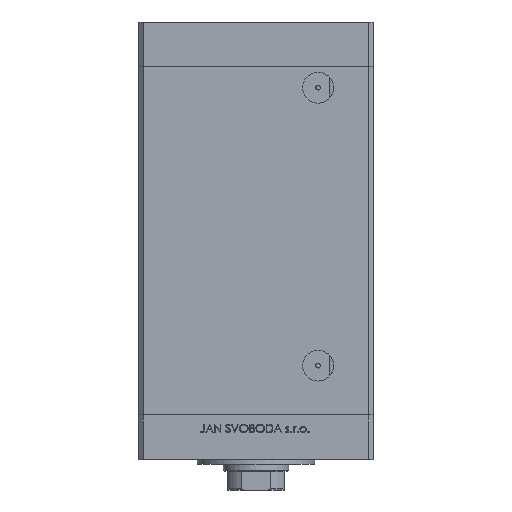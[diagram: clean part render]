
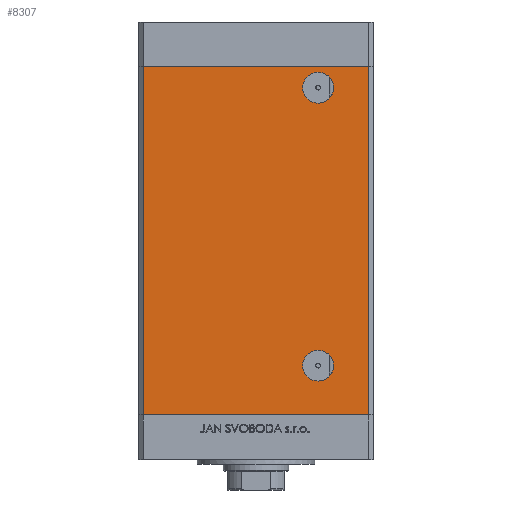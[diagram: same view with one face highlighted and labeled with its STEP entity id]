
A CAD part, front view. The second image highlights one B-rep face of the part: STEP entity #8307.
In plain terms, the highlighted planar face has unit normal (0, -1, 0).
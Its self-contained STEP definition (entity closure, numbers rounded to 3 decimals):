
#1 = CARTESIAN_POINT ( 'NONE',  ( 48., -43.5, 0. ) ) ;
#843 = VECTOR ( 'NONE', #46505, 1000. ) ;
#1250 = AXIS2_PLACEMENT_3D ( 'NONE', #13026, #25710, #1830 ) ;
#1830 = DIRECTION ( 'NONE',  ( 0., 0., -1. ) ) ;
#2162 = DIRECTION ( 'NONE',  ( 0., 0., -1. ) ) ;
#2411 = ORIENTED_EDGE ( 'NONE', *, *, #39382, .F. ) ;
#3000 = VERTEX_POINT ( 'NONE', #19228 ) ;
#3344 = VERTEX_POINT ( 'NONE', #7462 ) ;
#3823 = VECTOR ( 'NONE', #29115, 1000. ) ;
#4969 = CARTESIAN_POINT ( 'NONE',  ( 26.5, -43.5, 146.08 ) ) ;
#7455 = EDGE_LOOP ( 'NONE', ( #37013, #26604 ) ) ;
#7462 = CARTESIAN_POINT ( 'NONE',  ( 48., -43.5, 148.5 ) ) ;
#8307 = ADVANCED_FACE ( 'NONE', ( #29055, #18382, #49069 ), #48325, .F. ) ;
#8439 = CIRCLE ( 'NONE', #33572, 6.58 ) ;
#8847 = EDGE_CURVE ( 'NONE', #3344, #21723, #34038, .T. ) ;
#8862 = VERTEX_POINT ( 'NONE', #46196 ) ;
#8940 = CARTESIAN_POINT ( 'NONE',  ( -48., -43.5, 148.5 ) ) ;
#9689 = CIRCLE ( 'NONE', #25926, 6.58 ) ;
#10059 = LINE ( 'NONE', #21491, #27466 ) ;
#13026 = CARTESIAN_POINT ( 'NONE',  ( 26.5, -43.5, 21. ) ) ;
#14567 = DIRECTION ( 'NONE',  ( 0., 1., 0. ) ) ;
#14801 = EDGE_CURVE ( 'NONE', #36768, #30111, #8439, .T. ) ;
#14931 = VERTEX_POINT ( 'NONE', #42220 ) ;
#15190 = DIRECTION ( 'NONE',  ( 0., 0., -1. ) ) ;
#17446 = CARTESIAN_POINT ( 'NONE',  ( -48., -43.5, 0. ) ) ;
#17896 = CARTESIAN_POINT ( 'NONE',  ( -48., -43.5, 148.5 ) ) ;
#18257 = CARTESIAN_POINT ( 'NONE',  ( 26.5, -43.5, 21. ) ) ;
#18382 = FACE_OUTER_BOUND ( 'NONE', #30809, .T. ) ;
#18498 = ORIENTED_EDGE ( 'NONE', *, *, #27510, .T. ) ;
#19228 = CARTESIAN_POINT ( 'NONE',  ( 26.5, -43.5, 27.58 ) ) ;
#20606 = AXIS2_PLACEMENT_3D ( 'NONE', #17896, #14567, #33373 ) ;
#21491 = CARTESIAN_POINT ( 'NONE',  ( -48., -43.5, 148.5 ) ) ;
#21723 = VERTEX_POINT ( 'NONE', #1 ) ;
#22006 = CARTESIAN_POINT ( 'NONE',  ( 26.5, -43.5, 132.92 ) ) ;
#22069 = DIRECTION ( 'NONE',  ( 0., -1., 0. ) ) ;
#22249 = EDGE_CURVE ( 'NONE', #3000, #14931, #26419, .T. ) ;
#22260 = CARTESIAN_POINT ( 'NONE',  ( 26.5, -43.5, 139.5 ) ) ;
#24300 = LINE ( 'NONE', #17446, #3823 ) ;
#25710 = DIRECTION ( 'NONE',  ( 0., -1., 0. ) ) ;
#25926 = AXIS2_PLACEMENT_3D ( 'NONE', #22260, #48652, #45083 ) ;
#26419 = CIRCLE ( 'NONE', #1250, 6.58 ) ;
#26602 = ORIENTED_EDGE ( 'NONE', *, *, #37324, .F. ) ;
#26604 = ORIENTED_EDGE ( 'NONE', *, *, #49228, .T. ) ;
#27466 = VECTOR ( 'NONE', #2162, 1000. ) ;
#27510 = EDGE_CURVE ( 'NONE', #34594, #21723, #24300, .T. ) ;
#28608 = AXIS2_PLACEMENT_3D ( 'NONE', #18257, #22069, #15190 ) ;
#29055 = FACE_BOUND ( 'NONE', #49425, .T. ) ;
#29115 = DIRECTION ( 'NONE',  ( 1., 0., 0. ) ) ;
#29845 = ORIENTED_EDGE ( 'NONE', *, *, #47566, .T. ) ;
#30111 = VERTEX_POINT ( 'NONE', #4969 ) ;
#30243 = CARTESIAN_POINT ( 'NONE',  ( 48., -43.5, 148.5 ) ) ;
#30722 = ORIENTED_EDGE ( 'NONE', *, *, #8847, .F. ) ;
#30809 = EDGE_LOOP ( 'NONE', ( #18498, #30722, #26602, #29845 ) ) ;
#31926 = VECTOR ( 'NONE', #42142, 1000. ) ;
#33373 = DIRECTION ( 'NONE',  ( 0., 0., 1. ) ) ;
#33572 = AXIS2_PLACEMENT_3D ( 'NONE', #33872, #36923, #48853 ) ;
#33872 = CARTESIAN_POINT ( 'NONE',  ( 26.5, -43.5, 139.5 ) ) ;
#34038 = LINE ( 'NONE', #30243, #31926 ) ;
#34185 = ORIENTED_EDGE ( 'NONE', *, *, #22249, .F. ) ;
#34594 = VERTEX_POINT ( 'NONE', #35367 ) ;
#35367 = CARTESIAN_POINT ( 'NONE',  ( -48., -43.5, 0. ) ) ;
#35582 = LINE ( 'NONE', #8940, #843 ) ;
#36768 = VERTEX_POINT ( 'NONE', #22006 ) ;
#36923 = DIRECTION ( 'NONE',  ( 0., 1., 0. ) ) ;
#37013 = ORIENTED_EDGE ( 'NONE', *, *, #14801, .T. ) ;
#37324 = EDGE_CURVE ( 'NONE', #8862, #3344, #35582, .T. ) ;
#39382 = EDGE_CURVE ( 'NONE', #14931, #3000, #43181, .T. ) ;
#42142 = DIRECTION ( 'NONE',  ( 0., 0., -1. ) ) ;
#42220 = CARTESIAN_POINT ( 'NONE',  ( 26.5, -43.5, 14.42 ) ) ;
#43181 = CIRCLE ( 'NONE', #28608, 6.58 ) ;
#45083 = DIRECTION ( 'NONE',  ( 0., 0., -1. ) ) ;
#46196 = CARTESIAN_POINT ( 'NONE',  ( -48., -43.5, 148.5 ) ) ;
#46505 = DIRECTION ( 'NONE',  ( 1., 0., 0. ) ) ;
#47566 = EDGE_CURVE ( 'NONE', #8862, #34594, #10059, .T. ) ;
#48325 = PLANE ( 'NONE',  #20606 ) ;
#48652 = DIRECTION ( 'NONE',  ( 0., 1., 0. ) ) ;
#48853 = DIRECTION ( 'NONE',  ( 0., 0., -1. ) ) ;
#49069 = FACE_BOUND ( 'NONE', #7455, .T. ) ;
#49228 = EDGE_CURVE ( 'NONE', #30111, #36768, #9689, .T. ) ;
#49425 = EDGE_LOOP ( 'NONE', ( #2411, #34185 ) ) ;
